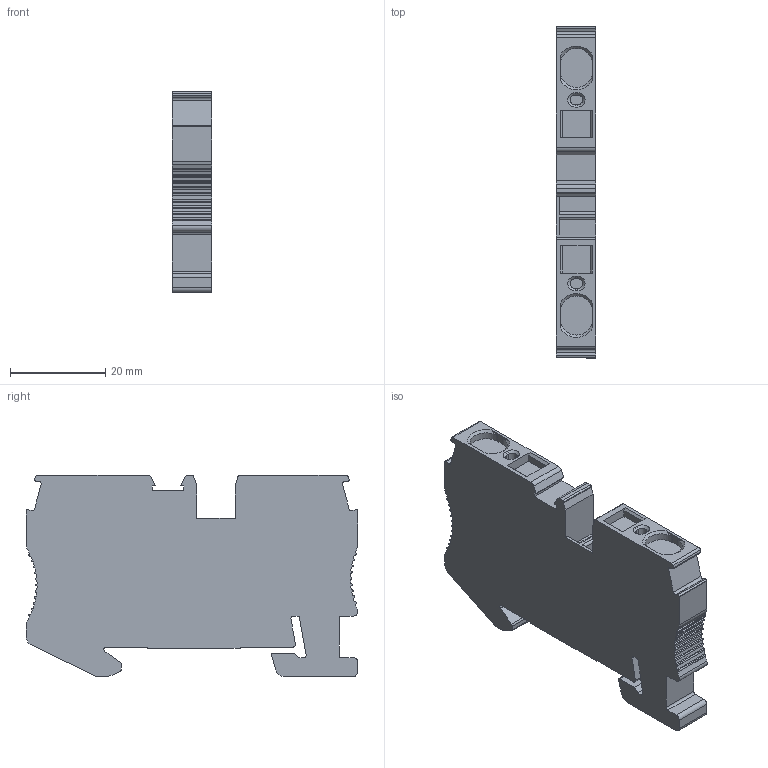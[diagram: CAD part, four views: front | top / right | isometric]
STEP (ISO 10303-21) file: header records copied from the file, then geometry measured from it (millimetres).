
FILE_DESCRIPTION(('STEP AP203'), '1');
FILE_NAME('MTS-6PE_3D', '2024-05-27T13:07:56', ('砐錪賧瘔蠈錪 Windows'), (''), 'C3D Converter', 'C3D Toolkit', '');
FILE_SCHEMA(('CONFIG_CONTROL_DESIGN'));
Length unit declared in the file: millimetre
Products named in the file (1): MTS-6PE_3D
Bounding box: 8.2 x 69.56 x 42.2 mm (x, y, z)
Volume: 19617.7 mm3; surface area: 7670 mm2
Topology: 1 solids, 1 shells, 226 faces, 648 edges, 430 vertices
Faces by surface type: plane 130, cylinder 88, cone 8
Entity records: 9576 total; most frequent: CARTESIAN_POINT 1658, ORIENTED_EDGE 1296, DIRECTION 1271, EDGE_CURVE 648, LINE 453, VECTOR 453, VERTEX_POINT 430, AXIS2_PLACEMENT_3D 409
